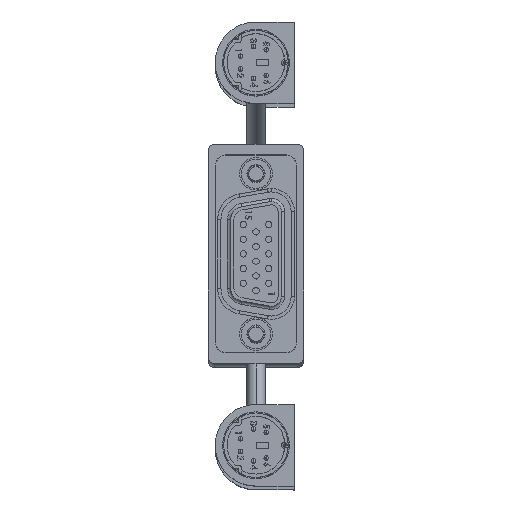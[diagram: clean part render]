
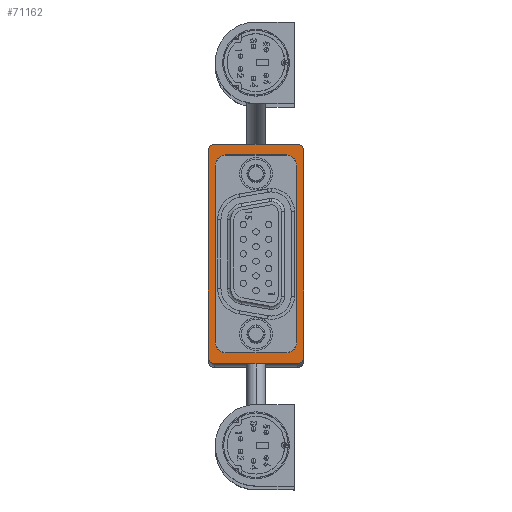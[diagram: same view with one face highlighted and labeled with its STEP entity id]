
A CAD part, top view. The second image highlights one B-rep face of the part: STEP entity #71162.
In plain terms, the highlighted planar face has unit normal (0, 0, 1).
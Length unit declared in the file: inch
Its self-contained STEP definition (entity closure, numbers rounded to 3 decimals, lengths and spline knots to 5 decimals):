
#27059 = ORIENTED_EDGE ( 'NONE', *, *, #27166, .F. ) ;
#27166 = EDGE_CURVE ( 'NONE', #70367, #71170, #66917, .T. ) ;
#29466 = DIRECTION ( 'NONE',  ( 1., 0., 0. ) ) ;
#29467 = VECTOR ( 'NONE', #29466, 39.37008 ) ;
#29468 = CARTESIAN_POINT ( 'NONE',  ( 0.5455, -0.249, 0.322 ) ) ;
#29469 = LINE ( 'NONE', #29468, #29467 ) ;
#29641 = CARTESIAN_POINT ( 'NONE',  ( 0.5455, -0.249, 0.322 ) ) ;
#30208 = CARTESIAN_POINT ( 'NONE',  ( -0.6331, -0.292, 0.322 ) ) ;
#30209 = DIRECTION ( 'NONE',  ( 1., 0., 0. ) ) ;
#30211 = VECTOR ( 'NONE', #30209, 39.37008 ) ;
#30212 = CARTESIAN_POINT ( 'NONE',  ( -0.6725, -0.292, 0.322 ) ) ;
#30213 = LINE ( 'NONE', #30212, #30211 ) ;
#30457 = CARTESIAN_POINT ( 'NONE',  ( -0.6075, -0.187, 0.322 ) ) ;
#30458 = DIRECTION ( 'NONE',  ( 1., 0., 0. ) ) ;
#30459 = DIRECTION ( 'NONE',  ( 0., 0., 1. ) ) ;
#30460 = CARTESIAN_POINT ( 'NONE',  ( -0.5455, -0.187, 0.322 ) ) ;
#30461 = AXIS2_PLACEMENT_3D ( 'NONE', #30460, #30459, #30458 ) ;
#30462 = CIRCLE ( 'NONE', #30461, 0.062 ) ;
#30463 = CARTESIAN_POINT ( 'NONE',  ( -0.5455, -0.249, 0.322 ) ) ;
#30487 = LINE ( 'NONE', #30548, #30547 ) ;
#30488 = DIRECTION ( 'NONE',  ( -1., 0., 0. ) ) ;
#30489 = DIRECTION ( 'NONE',  ( 0., 0., -1. ) ) ;
#30490 = CARTESIAN_POINT ( 'NONE',  ( -0.6725, 0.292, 0.322 ) ) ;
#30491 = AXIS2_PLACEMENT_3D ( 'NONE', #30490, #30489, #30488 ) ;
#30492 = PLANE ( 'NONE',  #30491 ) ;
#30493 = FACE_OUTER_BOUND ( 'NONE', #32740, .T. ) ;
#30494 = FACE_BOUND ( 'NONE', #71164, .T. ) ;
#30499 = CARTESIAN_POINT ( 'NONE',  ( -0.6725, 0.2526, 0.322 ) ) ;
#30500 = DIRECTION ( 'NONE',  ( 0., -1., 0. ) ) ;
#30501 = VECTOR ( 'NONE', #30500, 39.37008 ) ;
#30502 = CARTESIAN_POINT ( 'NONE',  ( -0.6725, 0.292, 0.322 ) ) ;
#30503 = LINE ( 'NONE', #30502, #30501 ) ;
#30504 = CARTESIAN_POINT ( 'NONE',  ( -0.6725, -0.2526, 0.322 ) ) ;
#30509 = CARTESIAN_POINT ( 'NONE',  ( -0.5455, 0.249, 0.322 ) ) ;
#30510 = DIRECTION ( 'NONE',  ( -1., 0., 0. ) ) ;
#30511 = DIRECTION ( 'NONE',  ( 0., 0., 1. ) ) ;
#30512 = CARTESIAN_POINT ( 'NONE',  ( -0.5455, 0.187, 0.322 ) ) ;
#30513 = AXIS2_PLACEMENT_3D ( 'NONE', #30512, #30511, #30510 ) ;
#30514 = CIRCLE ( 'NONE', #30513, 0.062 ) ;
#30515 = CARTESIAN_POINT ( 'NONE',  ( -0.6075, 0.187, 0.322 ) ) ;
#30516 = DIRECTION ( 'NONE',  ( 0., -1., 0. ) ) ;
#30517 = VECTOR ( 'NONE', #30516, 39.37008 ) ;
#30518 = CARTESIAN_POINT ( 'NONE',  ( -0.6075, -0.187, 0.322 ) ) ;
#30519 = LINE ( 'NONE', #30518, #30517 ) ;
#30520 = LINE ( 'NONE', #30582, #30581 ) ;
#30544 = CARTESIAN_POINT ( 'NONE',  ( 0.6075, 0.187, 0.322 ) ) ;
#30545 = CARTESIAN_POINT ( 'NONE',  ( 0.6075, -0.187, 0.322 ) ) ;
#30546 = DIRECTION ( 'NONE',  ( 0., 1., 0. ) ) ;
#30547 = VECTOR ( 'NONE', #30546, 39.37008 ) ;
#30548 = CARTESIAN_POINT ( 'NONE',  ( 0.6075, -0.187, 0.322 ) ) ;
#30578 = CARTESIAN_POINT ( 'NONE',  ( 0.6725, -0.2526, 0.322 ) ) ;
#30579 = CARTESIAN_POINT ( 'NONE',  ( 0.6725, 0.2526, 0.322 ) ) ;
#30580 = DIRECTION ( 'NONE',  ( 0., -1., 0. ) ) ;
#30581 = VECTOR ( 'NONE', #30580, 39.37008 ) ;
#30582 = CARTESIAN_POINT ( 'NONE',  ( 0.6725, 0.292, 0.322 ) ) ;
#32494 = CARTESIAN_POINT ( 'NONE',  ( 0.6331, -0.292, 0.322 ) ) ;
#32703 = EDGE_CURVE ( 'NONE', #72926, #71207, #67179, .T. ) ;
#32712 = ORIENTED_EDGE ( 'NONE', *, *, #32703, .T. ) ;
#32721 = VERTEX_POINT ( 'NONE', #67204 ) ;
#32728 = VERTEX_POINT ( 'NONE', #67200 ) ;
#32740 = EDGE_LOOP ( 'NONE', ( #32752, #32712, #53246, #53225, #44139, #43971, #44143, #32864 ) ) ;
#32752 = ORIENTED_EDGE ( 'NONE', *, *, #70867, .T. ) ;
#32864 = ORIENTED_EDGE ( 'NONE', *, *, #32865, .T. ) ;
#32865 = EDGE_CURVE ( 'NONE', #71154, #70869, #67602, .T. ) ;
#35069 = VERTEX_POINT ( 'NONE', #67641 ) ;
#35088 = ORIENTED_EDGE ( 'NONE', *, *, #35179, .F. ) ;
#35179 = EDGE_CURVE ( 'NONE', #71171, #35069, #67639, .T. ) ;
#35278 = EDGE_CURVE ( 'NONE', #35069, #71147, #67640, .T. ) ;
#35413 = ORIENTED_EDGE ( 'NONE', *, *, #35278, .F. ) ;
#43971 = ORIENTED_EDGE ( 'NONE', *, *, #44155, .T. ) ;
#43989 = EDGE_CURVE ( 'NONE', #32728, #32721, #75010, .T. ) ;
#44139 = ORIENTED_EDGE ( 'NONE', *, *, #43989, .F. ) ;
#44143 = ORIENTED_EDGE ( 'NONE', *, *, #71156, .T. ) ;
#44155 = EDGE_CURVE ( 'NONE', #32728, #71158, #75436, .T. ) ;
#53225 = ORIENTED_EDGE ( 'NONE', *, *, #53242, .T. ) ;
#53242 = EDGE_CURVE ( 'NONE', #71203, #32721, #78249, .T. ) ;
#53246 = ORIENTED_EDGE ( 'NONE', *, *, #71198, .F. ) ;
#66913 = DIRECTION ( 'NONE',  ( -1., 0., 0. ) ) ;
#66914 = DIRECTION ( 'NONE',  ( 0., 0., 1. ) ) ;
#66915 = CARTESIAN_POINT ( 'NONE',  ( 0.5455, -0.187, 0.322 ) ) ;
#66916 = AXIS2_PLACEMENT_3D ( 'NONE', #66915, #66914, #66913 ) ;
#66917 = CIRCLE ( 'NONE', #66916, 0.062 ) ;
#67175 = DIRECTION ( 'NONE',  ( -1., 0., 0. ) ) ;
#67176 = DIRECTION ( 'NONE',  ( 0., 0., 1. ) ) ;
#67177 = CARTESIAN_POINT ( 'NONE',  ( 0.6331, -0.2526, 0.322 ) ) ;
#67178 = AXIS2_PLACEMENT_3D ( 'NONE', #67177, #67176, #67175 ) ;
#67179 = CIRCLE ( 'NONE', #67178, 0.0394 ) ;
#67200 = CARTESIAN_POINT ( 'NONE',  ( -0.6331, 0.292, 0.322 ) ) ;
#67204 = CARTESIAN_POINT ( 'NONE',  ( 0.6331, 0.292, 0.322 ) ) ;
#67598 = DIRECTION ( 'NONE',  ( -1., 0., 0. ) ) ;
#67599 = DIRECTION ( 'NONE',  ( 0., 0., 1. ) ) ;
#67600 = CARTESIAN_POINT ( 'NONE',  ( -0.6331, -0.2526, 0.322 ) ) ;
#67601 = AXIS2_PLACEMENT_3D ( 'NONE', #67600, #67599, #67598 ) ;
#67602 = CIRCLE ( 'NONE', #67601, 0.0394 ) ;
#67639 = CIRCLE ( 'NONE', #67702, 0.062 ) ;
#67640 = LINE ( 'NONE', #67698, #67697 ) ;
#67641 = CARTESIAN_POINT ( 'NONE',  ( 0.5455, 0.249, 0.322 ) ) ;
#67696 = DIRECTION ( 'NONE',  ( -1., 0., 0. ) ) ;
#67697 = VECTOR ( 'NONE', #67696, 39.37008 ) ;
#67698 = CARTESIAN_POINT ( 'NONE',  ( 0.5455, 0.249, 0.322 ) ) ;
#67699 = DIRECTION ( 'NONE',  ( -1., 0., 0. ) ) ;
#67700 = DIRECTION ( 'NONE',  ( 0., 0., 1. ) ) ;
#67701 = CARTESIAN_POINT ( 'NONE',  ( 0.5455, 0.187, 0.322 ) ) ;
#67702 = AXIS2_PLACEMENT_3D ( 'NONE', #67701, #67700, #67699 ) ;
#69371 = EDGE_CURVE ( 'NONE', #71121, #70367, #29469, .T. ) ;
#69886 = ORIENTED_EDGE ( 'NONE', *, *, #69371, .F. ) ;
#70367 = VERTEX_POINT ( 'NONE', #29641 ) ;
#70867 = EDGE_CURVE ( 'NONE', #70869, #72926, #30213, .T. ) ;
#70869 = VERTEX_POINT ( 'NONE', #30208 ) ;
#71121 = VERTEX_POINT ( 'NONE', #30463 ) ;
#71123 = ORIENTED_EDGE ( 'NONE', *, *, #71127, .F. ) ;
#71127 = EDGE_CURVE ( 'NONE', #71131, #71121, #30462, .T. ) ;
#71131 = VERTEX_POINT ( 'NONE', #30457 ) ;
#71134 = ORIENTED_EDGE ( 'NONE', *, *, #71138, .F. ) ;
#71138 = EDGE_CURVE ( 'NONE', #71140, #71131, #30519, .T. ) ;
#71140 = VERTEX_POINT ( 'NONE', #30515 ) ;
#71142 = ORIENTED_EDGE ( 'NONE', *, *, #71144, .F. ) ;
#71144 = EDGE_CURVE ( 'NONE', #71147, #71140, #30514, .T. ) ;
#71147 = VERTEX_POINT ( 'NONE', #30509 ) ;
#71154 = VERTEX_POINT ( 'NONE', #30504 ) ;
#71156 = EDGE_CURVE ( 'NONE', #71158, #71154, #30503, .T. ) ;
#71158 = VERTEX_POINT ( 'NONE', #30499 ) ;
#71162 = ADVANCED_FACE ( 'NONE', ( #30494, #30493 ), #30492, .F. ) ;
#71164 = EDGE_LOOP ( 'NONE', ( #71166, #27059, #69886, #71123, #71134, #71142, #35413, #35088 ) ) ;
#71166 = ORIENTED_EDGE ( 'NONE', *, *, #71167, .F. ) ;
#71167 = EDGE_CURVE ( 'NONE', #71170, #71171, #30487, .T. ) ;
#71170 = VERTEX_POINT ( 'NONE', #30545 ) ;
#71171 = VERTEX_POINT ( 'NONE', #30544 ) ;
#71198 = EDGE_CURVE ( 'NONE', #71203, #71207, #30520, .T. ) ;
#71203 = VERTEX_POINT ( 'NONE', #30579 ) ;
#71207 = VERTEX_POINT ( 'NONE', #30578 ) ;
#72926 = VERTEX_POINT ( 'NONE', #32494 ) ;
#75004 = DIRECTION ( 'NONE',  ( 1., 0., 0. ) ) ;
#75006 = VECTOR ( 'NONE', #75004, 39.37008 ) ;
#75009 = CARTESIAN_POINT ( 'NONE',  ( -0.6725, 0.292, 0.322 ) ) ;
#75010 = LINE ( 'NONE', #75009, #75006 ) ;
#75425 = DIRECTION ( 'NONE',  ( -1., 0., 0. ) ) ;
#75428 = DIRECTION ( 'NONE',  ( 0., 0., 1. ) ) ;
#75431 = CARTESIAN_POINT ( 'NONE',  ( -0.6331, 0.2526, 0.322 ) ) ;
#75433 = AXIS2_PLACEMENT_3D ( 'NONE', #75431, #75428, #75425 ) ;
#75436 = CIRCLE ( 'NONE', #75433, 0.0394 ) ;
#78239 = DIRECTION ( 'NONE',  ( -1., 0., 0. ) ) ;
#78242 = DIRECTION ( 'NONE',  ( 0., 0., 1. ) ) ;
#78245 = CARTESIAN_POINT ( 'NONE',  ( 0.6331, 0.2526, 0.322 ) ) ;
#78247 = AXIS2_PLACEMENT_3D ( 'NONE', #78245, #78242, #78239 ) ;
#78249 = CIRCLE ( 'NONE', #78247, 0.0394 ) ;
